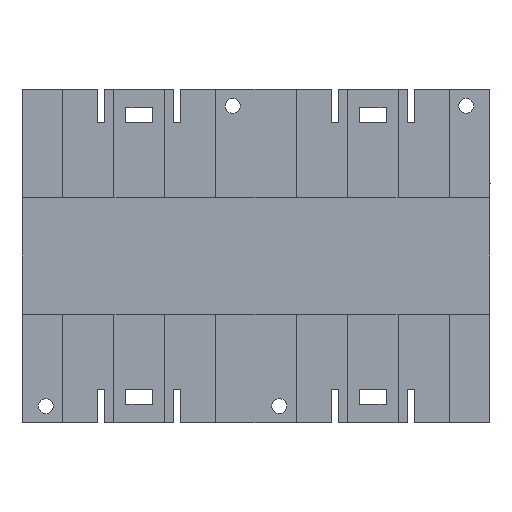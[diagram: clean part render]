
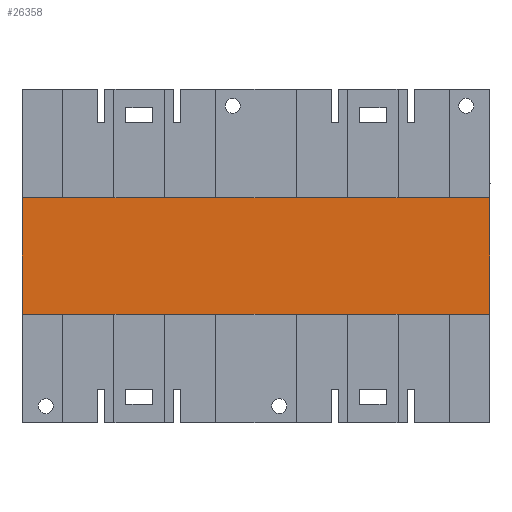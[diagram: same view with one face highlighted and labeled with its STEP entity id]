
A CAD part, front view. The second image highlights one B-rep face of the part: STEP entity #26358.
In plain terms, the highlighted planar face has unit normal (0, -1, 0).
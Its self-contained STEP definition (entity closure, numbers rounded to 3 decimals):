
#6872=DIRECTION('',(0.,0.,-1.));
#6873=VECTOR('',#6872,35.);
#6874=CARTESIAN_POINT('',(67.488,-36.254,17.5));
#6875=LINE('',#6874,#6873);
#7913=DIRECTION('',(0.,0.,1.));
#7914=VECTOR('',#7913,35.);
#7915=CARTESIAN_POINT('',(-72.51,-36.254,-17.5));
#7916=LINE('',#7915,#7914);
#9351=DIRECTION('',(-1.,0.,0.));
#9352=VECTOR('',#9351,139.998);
#9353=CARTESIAN_POINT('',(67.488,-36.254,17.5));
#9354=LINE('',#9353,#9352);
#9447=DIRECTION('',(-1.,0.,0.));
#9448=VECTOR('',#9447,139.998);
#9449=CARTESIAN_POINT('',(67.488,-36.254,-17.5));
#9450=LINE('',#9449,#9448);
#21068=CARTESIAN_POINT('',(-72.51,-36.254,17.5));
#21069=VERTEX_POINT('',#21068);
#21070=CARTESIAN_POINT('',(67.488,-36.254,17.5));
#21071=VERTEX_POINT('',#21070);
#21072=CARTESIAN_POINT('',(-72.51,-36.254,-17.5));
#21073=VERTEX_POINT('',#21072);
#21074=CARTESIAN_POINT('',(67.488,-36.254,-17.5));
#21075=VERTEX_POINT('',#21074);
#26346=CARTESIAN_POINT('',(-2.511,-36.254,0.));
#26347=DIRECTION('',(0.,1.,0.));
#26348=DIRECTION('',(0.,0.,-1.));
#26349=AXIS2_PLACEMENT_3D('',#26346,#26347,#26348);
#26350=PLANE('',#26349);
#26351=ORIENTED_EDGE('',*,*,#23987,.T.);
#26352=ORIENTED_EDGE('',*,*,#24858,.F.);
#26353=ORIENTED_EDGE('',*,*,#23097,.T.);
#26355=ORIENTED_EDGE('',*,*,#26354,.T.);
#26356=EDGE_LOOP('',(#26351,#26352,#26353,#26355));
#26357=FACE_OUTER_BOUND('',#26356,.F.);
#23097=EDGE_CURVE('',#21071,#21075,#6875,.T.);
#23987=EDGE_CURVE('',#21073,#21069,#7916,.T.);
#24858=EDGE_CURVE('',#21071,#21069,#9354,.T.);
#26354=EDGE_CURVE('',#21075,#21073,#9450,.T.);
#26358=ADVANCED_FACE('',(#26357),#26350,.F.);
